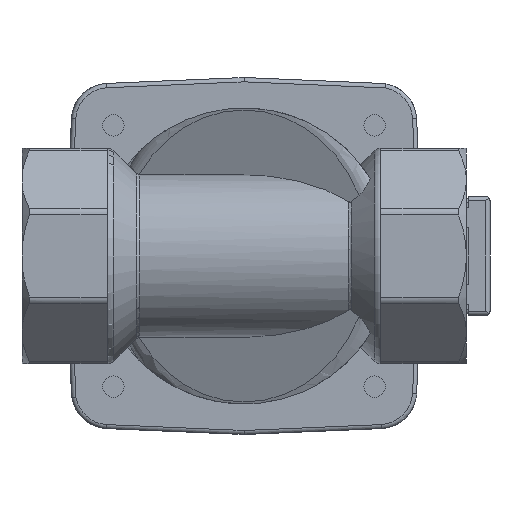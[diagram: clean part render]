
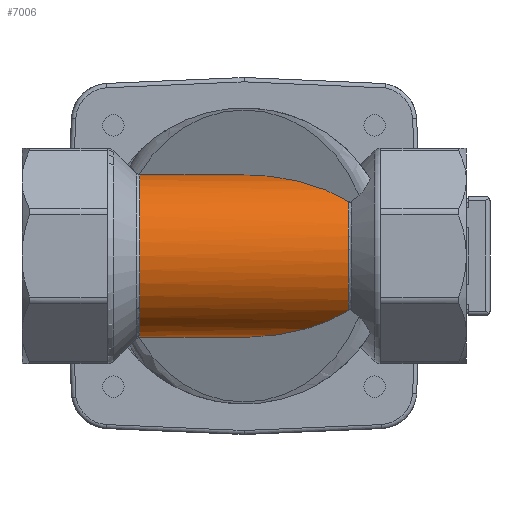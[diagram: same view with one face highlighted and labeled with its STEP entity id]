
A CAD part, front view. The second image highlights one B-rep face of the part: STEP entity #7006.
In plain terms, the highlighted cylindrical face has radius 18.65 mm (diameter 37.3 mm), a partial arc.
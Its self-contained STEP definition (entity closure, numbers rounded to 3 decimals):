
#6932=CARTESIAN_POINT('',(23.986,-13.848,-12.492));
#6933=VERTEX_POINT('',#6932);
#6948=CARTESIAN_POINT('',(23.986,-13.848,12.492));
#6949=VERTEX_POINT('',#6948);
#6963=CARTESIAN_POINT('',(23.986,0.0,0.0));
#6964=DIRECTION('',(-1.0,0.0,0.0));
#6965=DIRECTION('',(0.0,0.0,1.0));
#6966=AXIS2_PLACEMENT_3D('',#6963,#6964,#6965);
#6967=CIRCLE('',#6966,18.65);
#6968=EDGE_CURVE('',#6933,#6949,#6967,.T.);
#6973=CARTESIAN_POINT('',(-31.5,0.0,0.0));
#6974=DIRECTION('',(1.0,0.0,0.0));
#6975=DIRECTION('',(0.0,0.0,1.0));
#6976=AXIS2_PLACEMENT_3D('',#6973,#6974,#6975);
#6977=CYLINDRICAL_SURFACE('',#6976,18.65);
#6978=CARTESIAN_POINT('',(-23.986,13.848,12.492));
#6979=VERTEX_POINT('',#6978);
#6980=CARTESIAN_POINT('',(0.,0.0,0.0));
#6981=DIRECTION('',(-0.5,-0.866,0.0));
#6982=DIRECTION('',(-0.866,0.5,0.0));
#6983=AXIS2_PLACEMENT_3D('',#6980,#6981,#6982);
#6984=ELLIPSE('',#6983,37.3,18.65);
#6985=EDGE_CURVE('',#6979,#6949,#6984,.F.);
#6986=ORIENTED_EDGE('',*,*,#6985,.F.);
#6987=CARTESIAN_POINT('',(-23.986,13.848,-12.492));
#6988=VERTEX_POINT('',#6987);
#6989=CARTESIAN_POINT('',(-23.986,0.0,0.0));
#6990=DIRECTION('',(-1.0,0.0,0.0));
#6991=DIRECTION('',(0.0,0.0,1.0));
#6992=AXIS2_PLACEMENT_3D('',#6989,#6990,#6991);
#6993=CIRCLE('',#6992,18.65);
#6994=EDGE_CURVE('',#6988,#6979,#6993,.T.);
#6995=ORIENTED_EDGE('',*,*,#6994,.F.);
#6996=CARTESIAN_POINT('',(0.,0.0,0.0));
#6997=DIRECTION('',(-0.5,-0.866,0.0));
#6998=DIRECTION('',(-0.866,0.5,0.0));
#6999=AXIS2_PLACEMENT_3D('',#6996,#6997,#6998);
#7000=ELLIPSE('',#6999,37.3,18.65);
#7001=EDGE_CURVE('',#6933,#6988,#7000,.F.);
#7002=ORIENTED_EDGE('',*,*,#7001,.F.);
#7003=ORIENTED_EDGE('',*,*,#6968,.T.);
#7004=EDGE_LOOP('',(#6986,#6995,#7002,#7003));
#7005=FACE_OUTER_BOUND('',#7004,.T.);
#7006=ADVANCED_FACE('',(#7005),#6977,.T.);
